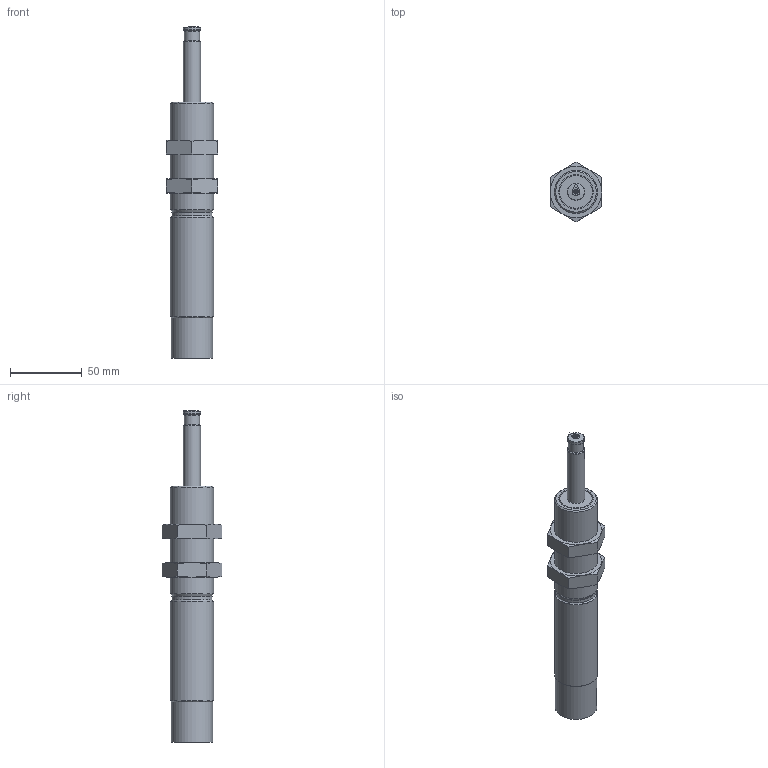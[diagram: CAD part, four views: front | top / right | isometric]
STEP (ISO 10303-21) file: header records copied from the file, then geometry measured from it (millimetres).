
FILE_DESCRIPTION(/* description */ ('STEP AP214'),/* implementation_level */ '2;1');
FILE_NAME(/* name */ '1155694_DYHR-25-40-Y5',/* time_stamp */ '2024-08-23T15:53:22+02:00',/* author */ ('License CC BY-ND 4.0'),/* organization */ ('CADENAS'),/* preprocessor_version */ 'ST-DEVELOPER v19.3',/* originating_system */ 'PARTsolutions',/* authorisation */ ' ');
FILE_SCHEMA (('AUTOMOTIVE_DESIGN {1 0 10303 214 3 1 1}'));
Length unit declared in the file: millimetre
Products named in the file (3): 1155694 DYHR-25-40-Y5---(40); 1155694 DYHR-25-40-Y5p---(40); 648235 YSR-25-40-C M30x1.5-10-36
Assembly tree (3 placements, depth 2):
  1155694 DYHR-25-40-Y5---(40)
    1155694 DYHR-25-40-Y5p---(40)
    648235 YSR-25-40-C M30x1.5-10-36  x2
Bounding box: 36 x 41.57 x 230.89 mm (x, y, z)
Volume: 132442.8 mm3; surface area: 27181.8 mm2
Topology: 3 solids, 3 shells, 75 faces, 167 edges, 104 vertices
Faces by surface type: plane 35, cone 20, cylinder 14, torus 6
Full cylindrical faces by diameter (mm): 6 x1, 10.5 x1, 12 x2, 22.7 x1, 24 x2, 25 x1, 27.7 x1, 28.376 x2, 28.8 x1, 30 x2
Entity records: 1616 total; most frequent: CARTESIAN_POINT 318, DIRECTION 262, ORIENTED_EDGE 202, AXIS2_PLACEMENT_3D 113, EDGE_CURVE 101, FACE_BOUND 100, EDGE_LOOP 98, VERTEX_POINT 79
